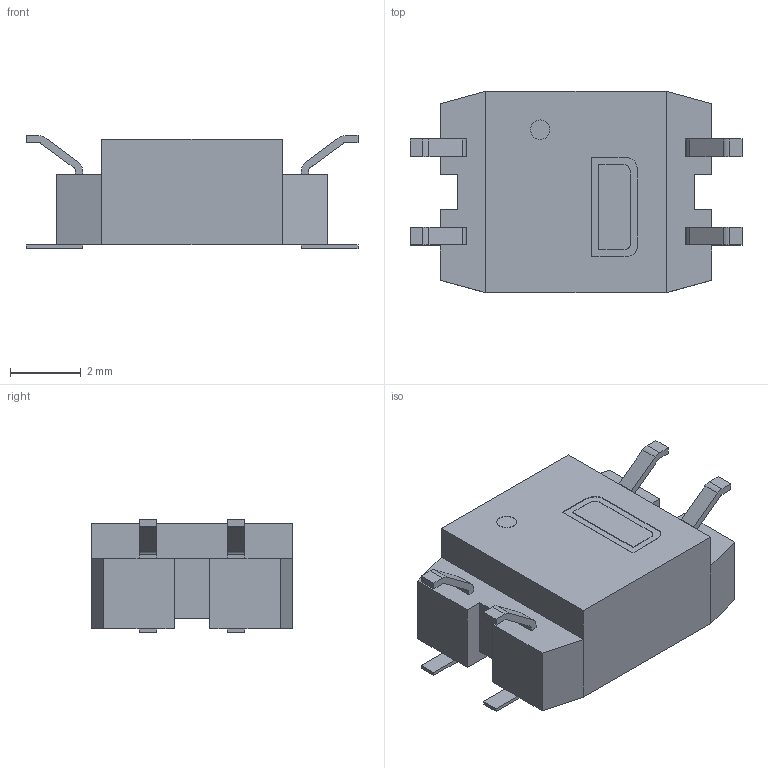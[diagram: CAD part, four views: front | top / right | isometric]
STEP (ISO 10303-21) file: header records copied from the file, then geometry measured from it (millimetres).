
FILE_DESCRIPTION(/* description */ ('Unknown'),/* implementation_level */ '2;1');
FILE_NAME(/* name */ 'HM67',/* time_stamp */ '2021-12-10T14:51:36+08:00',/* author */ ('Unknown'),/* organization */ ('Unknown'),/* preprocessor_version */ 'ST-DEVELOPER v16.7',/* originating_system */ 'Solid Edge',/* authorisation */ 'Unknown');
FILE_SCHEMA (('AUTOMOTIVE_DESIGN {1 0 10303 214 3 1 1}'));
Length unit declared in the file: millimetre
Products named in the file (1): HM67
Bounding box: 9.4 x 5.7 x 3.2 mm (x, y, z)
Volume: 81.1 mm3; surface area: 289.2 mm2
Topology: 3 solids, 3 shells, 285 faces, 640 edges, 368 vertices
Faces by surface type: bspline 166, plane 95, cylinder 20, torus 4
Full cylindrical faces by diameter (mm): 0.55 x1, 1.08 x1, 3.518 x1, 4.5 x1
Entity records: 26505 total; most frequent: CARTESIAN_POINT 20541, ORIENTED_EDGE 940, DIRECTION 907, EDGE_CURVE 470, EDGE_LOOP 463, FACE_BOUND 463, VERTEX_POINT 367, AXIS2_PLACEMENT_3D 329
